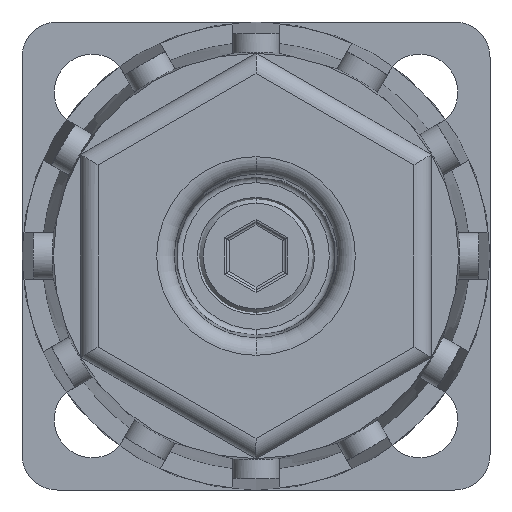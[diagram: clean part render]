
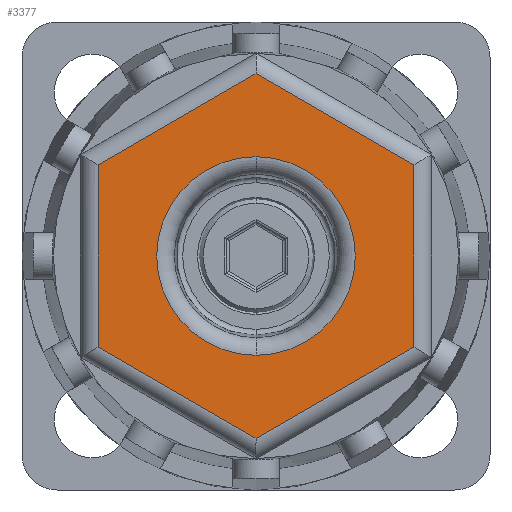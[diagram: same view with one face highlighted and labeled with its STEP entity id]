
A CAD part, front view. The second image highlights one B-rep face of the part: STEP entity #3377.
In plain terms, the highlighted planar face has unit normal (0, -1, 0).
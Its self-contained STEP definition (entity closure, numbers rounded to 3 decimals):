
#26 = FACE_BOUND ( 'NONE', #5913, .T. ) ;
#59 = CARTESIAN_POINT ( 'NONE',  ( -0.75, -13., 16.021 ) ) ;
#69 = VERTEX_POINT ( 'NONE', #257 ) ;
#217 = VERTEX_POINT ( 'NONE', #4499 ) ;
#257 = CARTESIAN_POINT ( 'NONE',  ( 0., -13., -8.487 ) ) ;
#502 = ORIENTED_EDGE ( 'NONE', *, *, #2562, .F. ) ;
#592 = VECTOR ( 'NONE', #3865, 1000. ) ;
#718 = EDGE_CURVE ( 'NONE', #1120, #6214, #879, .T. ) ;
#850 = LINE ( 'NONE', #4150, #1844 ) ;
#857 = ORIENTED_EDGE ( 'NONE', *, *, #5646, .T. ) ;
#879 = LINE ( 'NONE', #4731, #592 ) ;
#933 = VERTEX_POINT ( 'NONE', #1250 ) ;
#951 = DIRECTION ( 'NONE',  ( 0.866, 0., 0.5 ) ) ;
#1070 = EDGE_CURVE ( 'NONE', #6032, #1120, #4427, .T. ) ;
#1120 = VERTEX_POINT ( 'NONE', #1386 ) ;
#1250 = CARTESIAN_POINT ( 'NONE',  ( 0., -13., -15.588 ) ) ;
#1286 = DIRECTION ( 'NONE',  ( 0.866, 0., -0.5 ) ) ;
#1386 = CARTESIAN_POINT ( 'NONE',  ( 0., -13., 15.588 ) ) ;
#1445 = ORIENTED_EDGE ( 'NONE', *, *, #718, .T. ) ;
#1738 = ORIENTED_EDGE ( 'NONE', *, *, #5998, .F. ) ;
#1844 = VECTOR ( 'NONE', #1286, 1000. ) ;
#1915 = VECTOR ( 'NONE', #2391, 1000. ) ;
#1943 = LINE ( 'NONE', #2426, #5305 ) ;
#2037 = AXIS2_PLACEMENT_3D ( 'NONE', #4932, #4007, #3530 ) ;
#2356 = VERTEX_POINT ( 'NONE', #4775 ) ;
#2373 = DIRECTION ( 'NONE',  ( 0., -1., 0. ) ) ;
#2391 = DIRECTION ( 'NONE',  ( -0.866, 0., 0.5 ) ) ;
#2426 = CARTESIAN_POINT ( 'NONE',  ( 13.5, -13., 8.66 ) ) ;
#2447 = CIRCLE ( 'NONE', #2037, 8.487 ) ;
#2453 = FACE_OUTER_BOUND ( 'NONE', #2910, .T. ) ;
#2500 = CARTESIAN_POINT ( 'NONE',  ( 0., -13., 0. ) ) ;
#2531 = CARTESIAN_POINT ( 'NONE',  ( -13.5, -13., -7.794 ) ) ;
#2562 = EDGE_CURVE ( 'NONE', #217, #69, #2447, .T. ) ;
#2604 = ORIENTED_EDGE ( 'NONE', *, *, #5925, .T. ) ;
#2616 = ORIENTED_EDGE ( 'NONE', *, *, #1070, .T. ) ;
#2750 = VERTEX_POINT ( 'NONE', #2531 ) ;
#2764 = AXIS2_PLACEMENT_3D ( 'NONE', #2974, #4864, #2879 ) ;
#2776 = AXIS2_PLACEMENT_3D ( 'NONE', #2500, #2373, #5801 ) ;
#2879 = DIRECTION ( 'NONE',  ( 0., 0., 1. ) ) ;
#2910 = EDGE_LOOP ( 'NONE', ( #1445, #2604, #5047, #857, #4605, #2616 ) ) ;
#2924 = DIRECTION ( 'NONE',  ( 0., 0., -1. ) ) ;
#2974 = CARTESIAN_POINT ( 'NONE',  ( 0., -13., 0. ) ) ;
#2992 = CARTESIAN_POINT ( 'NONE',  ( -13.5, -13., -8.66 ) ) ;
#3377 = ADVANCED_FACE ( 'NONE', ( #26, #2453 ), #5314, .F. ) ;
#3449 = DIRECTION ( 'NONE',  ( 0., 0., 1. ) ) ;
#3530 = DIRECTION ( 'NONE',  ( 0., 0., -1. ) ) ;
#3865 = DIRECTION ( 'NONE',  ( -0.866, 0., -0.5 ) ) ;
#3877 = VECTOR ( 'NONE', #2924, 1000. ) ;
#3958 = CARTESIAN_POINT ( 'NONE',  ( 13.5, -13., 7.794 ) ) ;
#4007 = DIRECTION ( 'NONE',  ( 0., -1., 0. ) ) ;
#4150 = CARTESIAN_POINT ( 'NONE',  ( 0.75, -13., -16.021 ) ) ;
#4427 = LINE ( 'NONE', #59, #1915 ) ;
#4499 = CARTESIAN_POINT ( 'NONE',  ( 0., -13., 8.487 ) ) ;
#4605 = ORIENTED_EDGE ( 'NONE', *, *, #6256, .T. ) ;
#4701 = CIRCLE ( 'NONE', #2776, 8.487 ) ;
#4731 = CARTESIAN_POINT ( 'NONE',  ( -14.25, -13., 7.361 ) ) ;
#4753 = CARTESIAN_POINT ( 'NONE',  ( -13.5, -13., 7.794 ) ) ;
#4775 = CARTESIAN_POINT ( 'NONE',  ( 13.5, -13., -7.794 ) ) ;
#4864 = DIRECTION ( 'NONE',  ( 0., 1., 0. ) ) ;
#4883 = LINE ( 'NONE', #2992, #3877 ) ;
#4932 = CARTESIAN_POINT ( 'NONE',  ( 0., -13., 0. ) ) ;
#5047 = ORIENTED_EDGE ( 'NONE', *, *, #5857, .T. ) ;
#5304 = CARTESIAN_POINT ( 'NONE',  ( 14.25, -13., -7.361 ) ) ;
#5305 = VECTOR ( 'NONE', #3449, 1000. ) ;
#5314 = PLANE ( 'NONE',  #2764 ) ;
#5332 = LINE ( 'NONE', #5304, #6016 ) ;
#5646 = EDGE_CURVE ( 'NONE', #933, #2356, #5332, .T. ) ;
#5801 = DIRECTION ( 'NONE',  ( 0., 0., -1. ) ) ;
#5857 = EDGE_CURVE ( 'NONE', #2750, #933, #850, .T. ) ;
#5913 = EDGE_LOOP ( 'NONE', ( #1738, #502 ) ) ;
#5925 = EDGE_CURVE ( 'NONE', #6214, #2750, #4883, .T. ) ;
#5998 = EDGE_CURVE ( 'NONE', #69, #217, #4701, .T. ) ;
#6016 = VECTOR ( 'NONE', #951, 1000. ) ;
#6032 = VERTEX_POINT ( 'NONE', #3958 ) ;
#6214 = VERTEX_POINT ( 'NONE', #4753 ) ;
#6256 = EDGE_CURVE ( 'NONE', #2356, #6032, #1943, .T. ) ;
